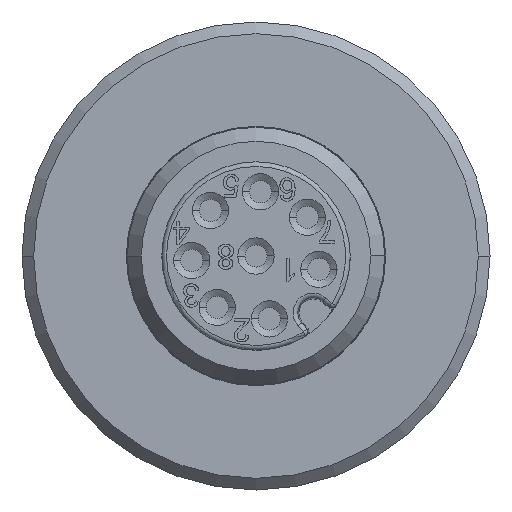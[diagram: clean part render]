
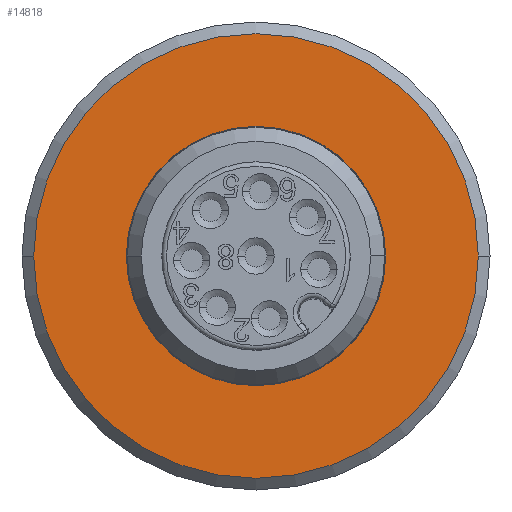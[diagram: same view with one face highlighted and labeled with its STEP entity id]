
A CAD part, front view. The second image highlights one B-rep face of the part: STEP entity #14818.
In plain terms, the highlighted planar face has unit normal (0, -1, 0).
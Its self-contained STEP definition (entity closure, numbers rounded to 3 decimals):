
#1611=CARTESIAN_POINT('',(0.,-8.75,0.));
#1612=DIRECTION('',(0.,1.,0.));
#1613=DIRECTION('',(-1.,0.,0.));
#1614=AXIS2_PLACEMENT_3D('',#1611,#1612,#1613);
#1616=CARTESIAN_POINT('',(0.,-8.75,0.));
#1617=DIRECTION('',(0.,1.,0.));
#1618=DIRECTION('',(0.,0.,1.));
#1619=AXIS2_PLACEMENT_3D('',#1616,#1617,#1618);
#1621=CARTESIAN_POINT('',(0.,-8.75,0.));
#1622=DIRECTION('',(0.,1.,0.));
#1623=DIRECTION('',(1.,0.,0.));
#1624=AXIS2_PLACEMENT_3D('',#1621,#1622,#1623);
#1626=CARTESIAN_POINT('',(0.,-8.75,0.));
#1627=DIRECTION('',(0.,1.,0.));
#1628=DIRECTION('',(0.,0.,-1.));
#1629=AXIS2_PLACEMENT_3D('',#1626,#1627,#1628);
#1631=CARTESIAN_POINT('',(0.,-8.75,0.));
#1632=DIRECTION('',(0.,-1.,0.));
#1633=DIRECTION('',(-1.,0.,0.));
#1634=AXIS2_PLACEMENT_3D('',#1631,#1632,#1633);
#1636=CARTESIAN_POINT('',(0.,-8.75,0.));
#1637=DIRECTION('',(0.,-1.,0.));
#1638=DIRECTION('',(1.,0.,0.));
#1639=AXIS2_PLACEMENT_3D('',#1636,#1637,#1638);
#11563=CARTESIAN_POINT('',(5.541,-8.75,0.));
#11564=VERTEX_POINT('',#11563);
#11565=CARTESIAN_POINT('',(-5.541,-8.75,0.));
#11566=VERTEX_POINT('',#11565);
#11568=CARTESIAN_POINT('',(0.,-8.75,9.5));
#11569=CARTESIAN_POINT('',(9.5,-8.75,0.));
#11570=VERTEX_POINT('',#11568);
#11571=VERTEX_POINT('',#11569);
#11572=CARTESIAN_POINT('',(-9.5,-8.75,0.));
#11573=VERTEX_POINT('',#11572);
#11574=CARTESIAN_POINT('',(0.,-8.75,-9.5));
#11575=VERTEX_POINT('',#11574);
#14799=CARTESIAN_POINT('',(0.,-8.75,0.));
#14800=DIRECTION('',(0.,1.,0.));
#14801=DIRECTION('',(1.,0.,0.));
#14802=AXIS2_PLACEMENT_3D('',#14799,#14800,#14801);
#14803=PLANE('',#14802);
#14805=ORIENTED_EDGE('',*,*,#14804,.T.);
#14807=ORIENTED_EDGE('',*,*,#14806,.T.);
#14809=ORIENTED_EDGE('',*,*,#14808,.T.);
#14811=ORIENTED_EDGE('',*,*,#14810,.T.);
#14812=EDGE_LOOP('',(#14805,#14807,#14809,#14811));
#14813=FACE_OUTER_BOUND('',#14812,.F.);
#14814=ORIENTED_EDGE('',*,*,#14747,.T.);
#14815=ORIENTED_EDGE('',*,*,#14646,.T.);
#14816=EDGE_LOOP('',(#14814,#14815));
#14817=FACE_BOUND('',#14816,.F.);
#14818=ADVANCED_FACE('',(#14813,#14817),#14803,.F.);
#1615=CIRCLE('',#1614,9.5);
#1620=CIRCLE('',#1619,9.5);
#1625=CIRCLE('',#1624,9.5);
#1630=CIRCLE('',#1629,9.5);
#1635=CIRCLE('',#1634,5.541);
#1640=CIRCLE('',#1639,5.541);
#14646=EDGE_CURVE('',#11564,#11566,#1640,.T.);
#14747=EDGE_CURVE('',#11566,#11564,#1635,.T.);
#14804=EDGE_CURVE('',#11573,#11570,#1615,.T.);
#14806=EDGE_CURVE('',#11570,#11571,#1620,.T.);
#14808=EDGE_CURVE('',#11571,#11575,#1625,.T.);
#14810=EDGE_CURVE('',#11575,#11573,#1630,.T.);
